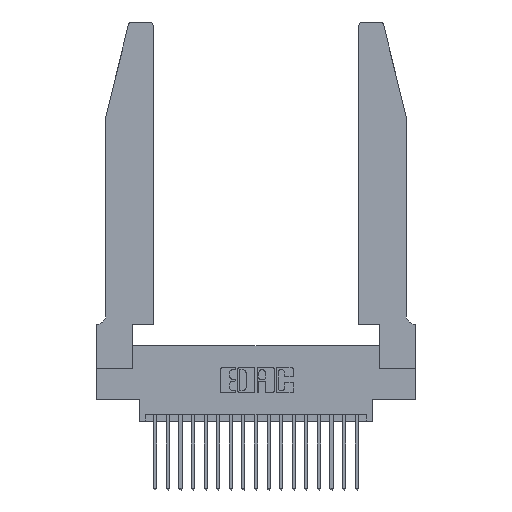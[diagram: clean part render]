
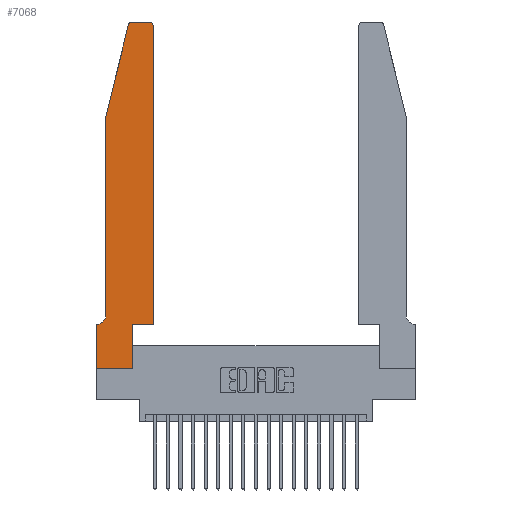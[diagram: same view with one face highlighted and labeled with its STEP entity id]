
A CAD part, top view. The second image highlights one B-rep face of the part: STEP entity #7068.
In plain terms, the highlighted planar face has unit normal (0, 0, 1).
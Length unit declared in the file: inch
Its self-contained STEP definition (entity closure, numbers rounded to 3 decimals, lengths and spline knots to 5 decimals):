
#151 = VECTOR ( 'NONE', #20075, 39.37008 ) ;
#201 = ORIENTED_EDGE ( 'NONE', *, *, #2210, .T. ) ;
#775 = EDGE_CURVE ( 'NONE', #8812, #20270, #16596, .T. ) ;
#916 = CARTESIAN_POINT ( 'NONE',  ( 0., 0., 0.37 ) ) ;
#990 = VERTEX_POINT ( 'NONE', #13165 ) ;
#1220 = CARTESIAN_POINT ( 'NONE',  ( 0.284, 2.72, 0.37 ) ) ;
#1501 = CARTESIAN_POINT ( 'NONE',  ( 0., 0., 0.37 ) ) ;
#1637 = EDGE_CURVE ( 'NONE', #20270, #17064, #6493, .T. ) ;
#2210 = EDGE_CURVE ( 'NONE', #11141, #13712, #9877, .T. ) ;
#3003 = DIRECTION ( 'NONE',  ( 1., 0., 0. ) ) ;
#3004 = VECTOR ( 'NONE', #8752, 39.37008 ) ;
#3304 = VECTOR ( 'NONE', #6499, 39.37008 ) ;
#3331 = ORIENTED_EDGE ( 'NONE', *, *, #5452, .T. ) ;
#3719 = CARTESIAN_POINT ( 'NONE',  ( 0.0055, 0.42, 0.37 ) ) ;
#3866 = LINE ( 'NONE', #8119, #3304 ) ;
#4068 = LINE ( 'NONE', #916, #4634 ) ;
#4100 = LINE ( 'NONE', #18551, #3004 ) ;
#4148 = EDGE_CURVE ( 'NONE', #990, #11310, #5846, .T. ) ;
#4304 = PLANE ( 'NONE',  #20543 ) ;
#4349 = CARTESIAN_POINT ( 'NONE',  ( 0.284, 2.75, 0.37 ) ) ;
#4417 = CIRCLE ( 'NONE', #20506, 0.03 ) ;
#4634 = VECTOR ( 'NONE', #12762, 39.37008 ) ;
#5164 = VECTOR ( 'NONE', #18679, 39.37008 ) ;
#5258 = ORIENTED_EDGE ( 'NONE', *, *, #16284, .T. ) ;
#5452 = EDGE_CURVE ( 'NONE', #12169, #6216, #3866, .T. ) ;
#5494 = DIRECTION ( 'NONE',  ( -1., 0., 0. ) ) ;
#5632 = ORIENTED_EDGE ( 'NONE', *, *, #10409, .T. ) ;
#5846 = CIRCLE ( 'NONE', #9588, 0.07 ) ;
#6060 = CARTESIAN_POINT ( 'NONE',  ( 0., 0.35, 0.37 ) ) ;
#6216 = VERTEX_POINT ( 'NONE', #19940 ) ;
#6345 = ORIENTED_EDGE ( 'NONE', *, *, #18549, .T. ) ;
#6493 = LINE ( 'NONE', #9809, #19069 ) ;
#6499 = DIRECTION ( 'NONE',  ( 0., 1., 0. ) ) ;
#6588 = ORIENTED_EDGE ( 'NONE', *, *, #7480, .T. ) ;
#7068 = ADVANCED_FACE ( 'NONE', ( #7089 ), #4304, .T. ) ;
#7089 = FACE_OUTER_BOUND ( 'NONE', #21453, .T. ) ;
#7480 = EDGE_CURVE ( 'NONE', #13712, #990, #4100, .T. ) ;
#7594 = DIRECTION ( 'NONE',  ( 1., 0., 0. ) ) ;
#7748 = DIRECTION ( 'NONE',  ( 0., 0., 1. ) ) ;
#8119 = CARTESIAN_POINT ( 'NONE',  ( 0.2865, 0.35, 0.37 ) ) ;
#8384 = CARTESIAN_POINT ( 'NONE',  ( 0.4205, 2.75, 0.37 ) ) ;
#8591 = CARTESIAN_POINT ( 'NONE',  ( 0.4505, 0.35, 0.37 ) ) ;
#8752 = DIRECTION ( 'NONE',  ( 0., -1., 0. ) ) ;
#8812 = VERTEX_POINT ( 'NONE', #9320 ) ;
#8898 = CARTESIAN_POINT ( 'NONE',  ( 0.0755, 0.35, 0.37 ) ) ;
#9320 = CARTESIAN_POINT ( 'NONE',  ( 0.4505, 2.72, 0.37 ) ) ;
#9587 = EDGE_CURVE ( 'NONE', #20774, #15172, #4068, .T. ) ;
#9588 = AXIS2_PLACEMENT_3D ( 'NONE', #3719, #15400, #5494 ) ;
#9809 = CARTESIAN_POINT ( 'NONE',  ( 0.2605, 2.75, 0.37 ) ) ;
#9877 = LINE ( 'NONE', #18461, #151 ) ;
#9961 = CARTESIAN_POINT ( 'NONE',  ( 0.4505, 0.35, 0.37 ) ) ;
#10315 = ORIENTED_EDGE ( 'NONE', *, *, #14030, .T. ) ;
#10409 = EDGE_CURVE ( 'NONE', #20827, #8812, #14475, .T. ) ;
#11050 = DIRECTION ( 'NONE',  ( 1., 0., 0. ) ) ;
#11107 = DIRECTION ( 'NONE',  ( 0., 0., 1. ) ) ;
#11141 = VERTEX_POINT ( 'NONE', #14612 ) ;
#11278 = LINE ( 'NONE', #9961, #12290 ) ;
#11310 = VERTEX_POINT ( 'NONE', #11665 ) ;
#11665 = CARTESIAN_POINT ( 'NONE',  ( 0.0055, 0.35, 0.37 ) ) ;
#11975 = ORIENTED_EDGE ( 'NONE', *, *, #775, .T. ) ;
#12169 = VERTEX_POINT ( 'NONE', #12335 ) ;
#12290 = VECTOR ( 'NONE', #19707, 39.37008 ) ;
#12335 = CARTESIAN_POINT ( 'NONE',  ( 0.2865, 0., 0.37 ) ) ;
#12762 = DIRECTION ( 'NONE',  ( 0., -1., 0. ) ) ;
#13033 = ORIENTED_EDGE ( 'NONE', *, *, #9587, .T. ) ;
#13058 = DIRECTION ( 'NONE',  ( 0., 0., 1. ) ) ;
#13165 = CARTESIAN_POINT ( 'NONE',  ( 0.0755, 0.42, 0.37 ) ) ;
#13621 = AXIS2_PLACEMENT_3D ( 'NONE', #14927, #11107, #11050 ) ;
#13712 = VERTEX_POINT ( 'NONE', #15611 ) ;
#14030 = EDGE_CURVE ( 'NONE', #6216, #20827, #11278, .T. ) ;
#14033 = VECTOR ( 'NONE', #7594, 39.37008 ) ;
#14475 = LINE ( 'NONE', #8591, #14979 ) ;
#14612 = CARTESIAN_POINT ( 'NONE',  ( 0.25487, 2.72718, 0.37 ) ) ;
#14927 = CARTESIAN_POINT ( 'NONE',  ( 0.4205, 2.72, 0.37 ) ) ;
#14979 = VECTOR ( 'NONE', #16778, 39.37008 ) ;
#15172 = VERTEX_POINT ( 'NONE', #1501 ) ;
#15400 = DIRECTION ( 'NONE',  ( 0., 0., -1. ) ) ;
#15611 = CARTESIAN_POINT ( 'NONE',  ( 0.0755, 2., 0.37 ) ) ;
#15688 = ORIENTED_EDGE ( 'NONE', *, *, #4148, .T. ) ;
#15801 = CARTESIAN_POINT ( 'NONE',  ( 0., 0., 0.37 ) ) ;
#16284 = EDGE_CURVE ( 'NONE', #17064, #11141, #4417, .T. ) ;
#16443 = EDGE_CURVE ( 'NONE', #15172, #12169, #18892, .T. ) ;
#16596 = CIRCLE ( 'NONE', #13621, 0.03 ) ;
#16778 = DIRECTION ( 'NONE',  ( 0., 1., 0. ) ) ;
#17064 = VERTEX_POINT ( 'NONE', #4349 ) ;
#17840 = LINE ( 'NONE', #8898, #5164 ) ;
#18041 = CARTESIAN_POINT ( 'NONE',  ( 0., 0.35, 0.37 ) ) ;
#18461 = CARTESIAN_POINT ( 'NONE',  ( 0.0755, 2., 0.37 ) ) ;
#18549 = EDGE_CURVE ( 'NONE', #11310, #20774, #17840, .T. ) ;
#18551 = CARTESIAN_POINT ( 'NONE',  ( 0.0755, 2., 0.37 ) ) ;
#18679 = DIRECTION ( 'NONE',  ( -1., 0., 0. ) ) ;
#18892 = LINE ( 'NONE', #15801, #14033 ) ;
#19069 = VECTOR ( 'NONE', #19450, 39.37008 ) ;
#19194 = DIRECTION ( 'NONE',  ( 1., 0., 0. ) ) ;
#19327 = ORIENTED_EDGE ( 'NONE', *, *, #1637, .T. ) ;
#19450 = DIRECTION ( 'NONE',  ( -1., 0., 0. ) ) ;
#19707 = DIRECTION ( 'NONE',  ( 1., 0., 0. ) ) ;
#19711 = CARTESIAN_POINT ( 'NONE',  ( 0.4505, 0.35, 0.37 ) ) ;
#19940 = CARTESIAN_POINT ( 'NONE',  ( 0.2865, 0.35, 0.37 ) ) ;
#20075 = DIRECTION ( 'NONE',  ( -0.239, -0.971, 0. ) ) ;
#20270 = VERTEX_POINT ( 'NONE', #8384 ) ;
#20506 = AXIS2_PLACEMENT_3D ( 'NONE', #1220, #13058, #3003 ) ;
#20543 = AXIS2_PLACEMENT_3D ( 'NONE', #6060, #7748, #19194 ) ;
#20774 = VERTEX_POINT ( 'NONE', #18041 ) ;
#20827 = VERTEX_POINT ( 'NONE', #19711 ) ;
#20851 = ORIENTED_EDGE ( 'NONE', *, *, #16443, .T. ) ;
#21453 = EDGE_LOOP ( 'NONE', ( #19327, #5258, #201, #6588, #15688, #6345, #13033, #20851, #3331, #10315, #5632, #11975 ) ) ;
